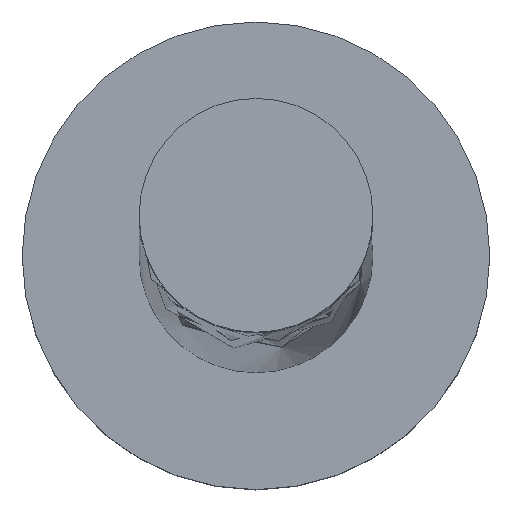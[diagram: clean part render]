
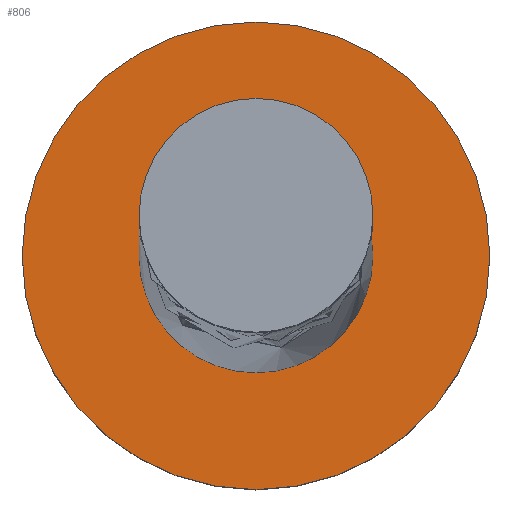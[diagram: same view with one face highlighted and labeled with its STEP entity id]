
A CAD part, top view. The second image highlights one B-rep face of the part: STEP entity #806.
In plain terms, the highlighted planar face has unit normal (0, 0, 1).
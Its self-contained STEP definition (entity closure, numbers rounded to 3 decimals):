
#27 = CARTESIAN_POINT ( 'NONE',  ( 2., 0., 3. ) ) ;
#37 = DIRECTION ( 'NONE',  ( 1., 0., 0. ) ) ;
#64 = VERTEX_POINT ( 'NONE', #1482 ) ;
#71 = CIRCLE ( 'NONE', #1382, 4. ) ;
#84 = DIRECTION ( 'NONE',  ( 1., 0., 0. ) ) ;
#128 = CARTESIAN_POINT ( 'NONE',  ( 4., 0., 3. ) ) ;
#166 = CARTESIAN_POINT ( 'NONE',  ( 0., 0., 3. ) ) ;
#288 = AXIS2_PLACEMENT_3D ( 'NONE', #1565, #1282, #1269 ) ;
#380 = DIRECTION ( 'NONE',  ( 0., 0., 1. ) ) ;
#403 = ORIENTED_EDGE ( 'NONE', *, *, #1337, .F. ) ;
#489 = DIRECTION ( 'NONE',  ( 1., 0., 0. ) ) ;
#490 = EDGE_LOOP ( 'NONE', ( #1065, #1824 ) ) ;
#496 = CARTESIAN_POINT ( 'NONE',  ( -2., 0., 3. ) ) ;
#498 = AXIS2_PLACEMENT_3D ( 'NONE', #1803, #380, #489 ) ;
#603 = FACE_BOUND ( 'NONE', #1472, .T. ) ;
#647 = ORIENTED_EDGE ( 'NONE', *, *, #1295, .F. ) ;
#754 = DIRECTION ( 'NONE',  ( 0., 0., 1. ) ) ;
#762 = FACE_OUTER_BOUND ( 'NONE', #490, .T. ) ;
#806 = ADVANCED_FACE ( 'NONE', ( #603, #762 ), #1774, .T. ) ;
#891 = CARTESIAN_POINT ( 'NONE',  ( 0., 0., 3. ) ) ;
#892 = CIRCLE ( 'NONE', #288, 2. ) ;
#922 = CARTESIAN_POINT ( 'NONE',  ( 0., 0., 3. ) ) ;
#939 = DIRECTION ( 'NONE',  ( 0., 0., 1. ) ) ;
#1017 = CIRCLE ( 'NONE', #1200, 4. ) ;
#1025 = EDGE_CURVE ( 'NONE', #1566, #64, #1017, .T. ) ;
#1065 = ORIENTED_EDGE ( 'NONE', *, *, #1773, .T. ) ;
#1200 = AXIS2_PLACEMENT_3D ( 'NONE', #922, #939, #84 ) ;
#1205 = DIRECTION ( 'NONE',  ( 1., 0., 0. ) ) ;
#1221 = AXIS2_PLACEMENT_3D ( 'NONE', #891, #1345, #37 ) ;
#1269 = DIRECTION ( 'NONE',  ( 1., 0., 0. ) ) ;
#1282 = DIRECTION ( 'NONE',  ( 0., 0., 1. ) ) ;
#1295 = EDGE_CURVE ( 'NONE', #1835, #1703, #1695, .T. ) ;
#1337 = EDGE_CURVE ( 'NONE', #1703, #1835, #892, .T. ) ;
#1345 = DIRECTION ( 'NONE',  ( 0., 0., 1. ) ) ;
#1382 = AXIS2_PLACEMENT_3D ( 'NONE', #166, #754, #1205 ) ;
#1472 = EDGE_LOOP ( 'NONE', ( #647, #403 ) ) ;
#1482 = CARTESIAN_POINT ( 'NONE',  ( -4., 0., 3. ) ) ;
#1565 = CARTESIAN_POINT ( 'NONE',  ( 0., 0., 3. ) ) ;
#1566 = VERTEX_POINT ( 'NONE', #128 ) ;
#1695 = CIRCLE ( 'NONE', #498, 2. ) ;
#1703 = VERTEX_POINT ( 'NONE', #27 ) ;
#1773 = EDGE_CURVE ( 'NONE', #64, #1566, #71, .T. ) ;
#1774 = PLANE ( 'NONE',  #1221 ) ;
#1803 = CARTESIAN_POINT ( 'NONE',  ( 0., 0., 3. ) ) ;
#1824 = ORIENTED_EDGE ( 'NONE', *, *, #1025, .T. ) ;
#1835 = VERTEX_POINT ( 'NONE', #496 ) ;
